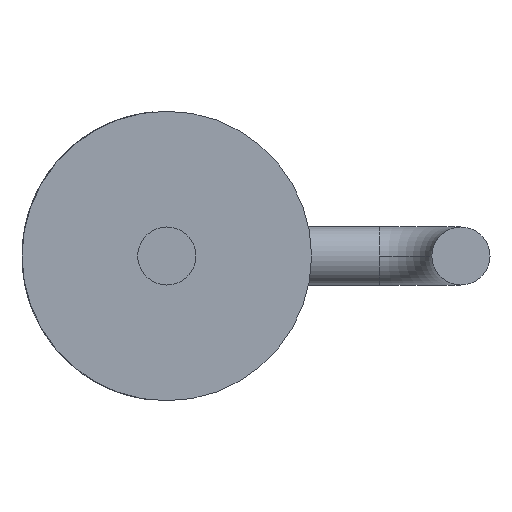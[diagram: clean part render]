
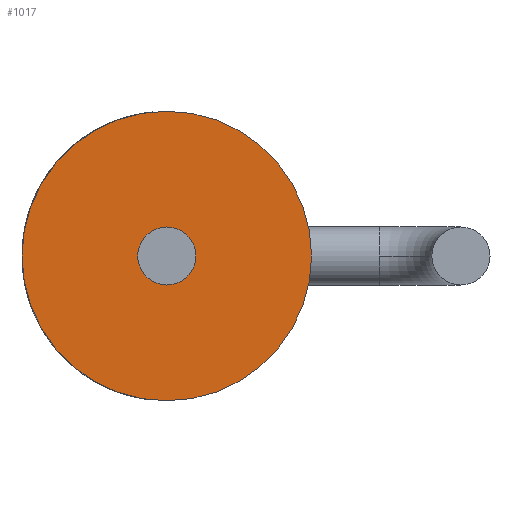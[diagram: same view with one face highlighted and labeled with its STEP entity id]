
A CAD part, front view. The second image highlights one B-rep face of the part: STEP entity #1017.
In plain terms, the highlighted planar face has unit normal (0, -1, 0).
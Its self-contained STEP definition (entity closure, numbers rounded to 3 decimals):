
#14 = DIRECTION ( 'NONE',  ( 0., -1., 0. ) ) ;
#127 = AXIS2_PLACEMENT_3D ( 'NONE', #2821, #171, #2852 ) ;
#157 = ORIENTED_EDGE ( 'NONE', *, *, #3356, .F. ) ;
#171 = DIRECTION ( 'NONE',  ( 0., 1., 0. ) ) ;
#175 = CARTESIAN_POINT ( 'NONE',  ( -0.502, 2., 0. ) ) ;
#199 = DIRECTION ( 'NONE',  ( 0., -1., 0. ) ) ;
#319 = CIRCLE ( 'NONE', #3644, 2.5 ) ;
#729 = CARTESIAN_POINT ( 'NONE',  ( 0., 2., 0. ) ) ;
#823 = ORIENTED_EDGE ( 'NONE', *, *, #4314, .F. ) ;
#940 = AXIS2_PLACEMENT_3D ( 'NONE', #2434, #199, #4883 ) ;
#956 = AXIS2_PLACEMENT_3D ( 'NONE', #3873, #14, #1736 ) ;
#967 = FACE_OUTER_BOUND ( 'NONE', #5133, .T. ) ;
#1017 = ADVANCED_FACE ( 'NONE', ( #4449, #967 ), #4398, .F. ) ;
#1126 = DIRECTION ( 'NONE',  ( 0., 1., 0. ) ) ;
#1391 = CIRCLE ( 'NONE', #940, 0.502 ) ;
#1442 = CARTESIAN_POINT ( 'NONE',  ( 0., 2., 0. ) ) ;
#1736 = DIRECTION ( 'NONE',  ( 0., 0., 1. ) ) ;
#1887 = CARTESIAN_POINT ( 'NONE',  ( 0.502, 2., 0. ) ) ;
#2131 = VERTEX_POINT ( 'NONE', #175 ) ;
#2221 = CIRCLE ( 'NONE', #956, 0.502 ) ;
#2434 = CARTESIAN_POINT ( 'NONE',  ( 0., 2., 0. ) ) ;
#2774 = EDGE_LOOP ( 'NONE', ( #157, #823 ) ) ;
#2821 = CARTESIAN_POINT ( 'NONE',  ( 0., 2., 0. ) ) ;
#2852 = DIRECTION ( 'NONE',  ( 0., 0., 1. ) ) ;
#2866 = DIRECTION ( 'NONE',  ( 0., 0., 1. ) ) ;
#3046 = VERTEX_POINT ( 'NONE', #4014 ) ;
#3322 = EDGE_CURVE ( 'NONE', #3046, #3883, #4076, .T. ) ;
#3356 = EDGE_CURVE ( 'NONE', #3772, #2131, #1391, .T. ) ;
#3457 = ORIENTED_EDGE ( 'NONE', *, *, #4174, .F. ) ;
#3553 = DIRECTION ( 'NONE',  ( 0., 1., 0. ) ) ;
#3644 = AXIS2_PLACEMENT_3D ( 'NONE', #729, #1126, #2866 ) ;
#3772 = VERTEX_POINT ( 'NONE', #1887 ) ;
#3873 = CARTESIAN_POINT ( 'NONE',  ( 0., 2., 0. ) ) ;
#3883 = VERTEX_POINT ( 'NONE', #4622 ) ;
#3982 = ORIENTED_EDGE ( 'NONE', *, *, #3322, .F. ) ;
#4014 = CARTESIAN_POINT ( 'NONE',  ( 0., 2., -2.5 ) ) ;
#4076 = CIRCLE ( 'NONE', #127, 2.5 ) ;
#4174 = EDGE_CURVE ( 'NONE', #3883, #3046, #319, .T. ) ;
#4314 = EDGE_CURVE ( 'NONE', #2131, #3772, #2221, .T. ) ;
#4398 = PLANE ( 'NONE',  #4983 ) ;
#4449 = FACE_BOUND ( 'NONE', #2774, .T. ) ;
#4479 = DIRECTION ( 'NONE',  ( 0., 0., 1. ) ) ;
#4622 = CARTESIAN_POINT ( 'NONE',  ( 0., 2., 2.5 ) ) ;
#4883 = DIRECTION ( 'NONE',  ( 0., 0., 1. ) ) ;
#4983 = AXIS2_PLACEMENT_3D ( 'NONE', #1442, #3553, #4479 ) ;
#5133 = EDGE_LOOP ( 'NONE', ( #3982, #3457 ) ) ;
